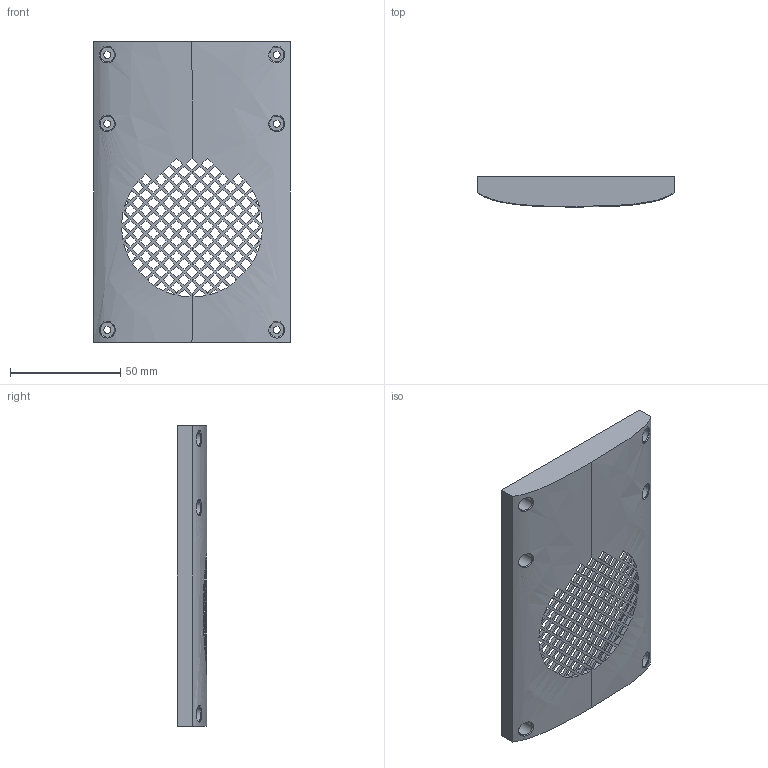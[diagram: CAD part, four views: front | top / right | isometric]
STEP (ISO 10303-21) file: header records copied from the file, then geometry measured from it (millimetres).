
FILE_DESCRIPTION(/* description */ (''),/* implementation_level */ '2;1');
FILE_NAME(/* name */ 'Speaker Plate Dayton Audio PC83-4 3in.step',/* time_stamp */ '2025-05-26T17:29:01+01:00',/* author */ (''),/* organization */ (''),/* preprocessor_version */ 'ST-DEVELOPER v20.1',/* originating_system */ 'Autodesk Translation Framework v14.10.0.0',/* authorisation */ '');
FILE_SCHEMA (('AUTOMOTIVE_DESIGN { 1 0 10303 214 3 1 1 }'));
Length unit declared in the file: millimetre
Products named in the file (1): Speaker Plate Dayton Audio PC83-4 3in
Bounding box: 89.2 x 13.5 x 136.6 mm (x, y, z)
Volume: 93076.6 mm3; surface area: 31490.2 mm2
Topology: 1 solids, 1 shells, 682 faces, 2123 edges, 1401 vertices
Faces by surface type: plane 590, bspline 46, cylinder 46
Full cylindrical faces by diameter (mm): 2.8 x4
Entity records: 27625 total; most frequent: CARTESIAN_POINT 10964, ORIENTED_EDGE 4246, DIRECTION 2125, EDGE_CURVE 2123, VERTEX_POINT 1401, B_SPLINE_CURVE_WITH_KNOTS 1299, EDGE_LOOP 926, LINE 739
